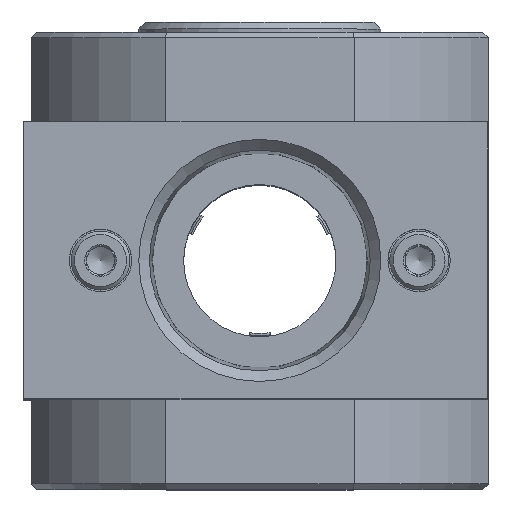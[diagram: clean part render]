
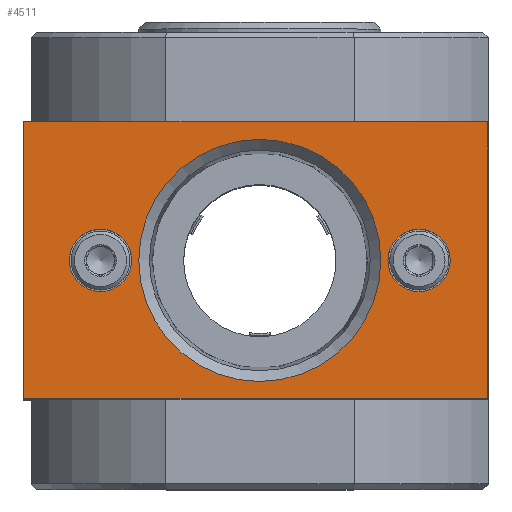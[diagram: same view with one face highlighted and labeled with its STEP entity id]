
A CAD part, top view. The second image highlights one B-rep face of the part: STEP entity #4511.
In plain terms, the highlighted face is planar.
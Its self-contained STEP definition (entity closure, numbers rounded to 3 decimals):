
#409=LINE('',#7148,#625);
#420=LINE('',#7171,#636);
#423=LINE('',#7177,#639);
#426=LINE('',#7183,#642);
#625=VECTOR('',#5926,1000.);
#636=VECTOR('',#5939,1000.);
#639=VECTOR('',#5944,1000.);
#642=VECTOR('',#5949,1000.);
#1424=ORIENTED_EDGE('',*,*,#1997,.T.);
#1425=ORIENTED_EDGE('',*,*,#1998,.F.);
#1426=ORIENTED_EDGE('',*,*,#1999,.F.);
#1427=ORIENTED_EDGE('',*,*,#1975,.T.);
#1428=ORIENTED_EDGE('',*,*,#1986,.T.);
#1429=ORIENTED_EDGE('',*,*,#1989,.T.);
#1430=ORIENTED_EDGE('',*,*,#1992,.T.);
#1975=EDGE_CURVE('',#2346,#2347,#409,.T.);
#1986=EDGE_CURVE('',#2347,#2357,#420,.T.);
#1989=EDGE_CURVE('',#2357,#2359,#423,.T.);
#1992=EDGE_CURVE('',#2359,#2346,#426,.T.);
#1997=EDGE_CURVE('',#2364,#2364,#2600,.T.);
#1998=EDGE_CURVE('',#2365,#2365,#2601,.T.);
#1999=EDGE_CURVE('',#2366,#2366,#2602,.T.);
#2346=VERTEX_POINT('',#7149);
#2347=VERTEX_POINT('',#7150);
#2357=VERTEX_POINT('',#7172);
#2359=VERTEX_POINT('',#7178);
#2364=VERTEX_POINT('',#7194);
#2365=VERTEX_POINT('',#7196);
#2366=VERTEX_POINT('',#7198);
#2600=CIRCLE('',#4960,17.481);
#2601=CIRCLE('',#4961,4.5);
#2602=CIRCLE('',#4962,4.5);
#2928=EDGE_LOOP('',(#1424));
#2929=EDGE_LOOP('',(#1425));
#2930=EDGE_LOOP('',(#1426));
#2931=EDGE_LOOP('',(#1427,#1428,#1429,#1430));
#3306=FACE_BOUND('',#2928,.T.);
#3307=FACE_BOUND('',#2929,.T.);
#3308=FACE_BOUND('',#2930,.T.);
#3309=FACE_BOUND('',#2931,.T.);
#3471=PLANE('',#4959);
#4511=ADVANCED_FACE('',(#3306,#3307,#3308,#3309),#3471,.T.);
#4959=AXIS2_PLACEMENT_3D('',#7192,#5959,#5960);
#4960=AXIS2_PLACEMENT_3D('',#7193,#5961,#5962);
#4961=AXIS2_PLACEMENT_3D('',#7195,#5963,#5964);
#4962=AXIS2_PLACEMENT_3D('',#7197,#5965,#5966);
#5926=DIRECTION('',(0.,0.,1.));
#5939=DIRECTION('',(1.,0.,0.));
#5944=DIRECTION('',(0.,0.,-1.));
#5949=DIRECTION('',(-1.,0.,0.));
#5959=DIRECTION('',(0.,1.,0.));
#5960=DIRECTION('',(0.,0.,1.));
#5961=DIRECTION('',(0.,-1.,0.));
#5962=DIRECTION('',(1.,0.,0.));
#5963=DIRECTION('',(0.,1.,0.));
#5964=DIRECTION('',(-1.,0.,0.));
#5965=DIRECTION('',(0.,1.,0.));
#5966=DIRECTION('',(-1.,0.,0.));
#7148=CARTESIAN_POINT('',(-33.5,25.,-20.));
#7149=CARTESIAN_POINT('',(-33.5,25.,-20.));
#7150=CARTESIAN_POINT('',(-33.5,25.,20.));
#7171=CARTESIAN_POINT('',(-33.5,25.,20.));
#7172=CARTESIAN_POINT('',(33.5,25.,20.));
#7177=CARTESIAN_POINT('',(33.5,25.,20.));
#7178=CARTESIAN_POINT('',(33.5,25.,-20.));
#7183=CARTESIAN_POINT('',(33.5,25.,-20.));
#7192=CARTESIAN_POINT('',(0.,25.,0.));
#7193=CARTESIAN_POINT('',(0.6,25.,0.));
#7194=CARTESIAN_POINT('',(18.081,25.,0.));
#7195=CARTESIAN_POINT('',(23.6,25.,0.));
#7196=CARTESIAN_POINT('',(19.1,25.,0.));
#7197=CARTESIAN_POINT('',(-22.4,25.,0.));
#7198=CARTESIAN_POINT('',(-26.9,25.,0.));
